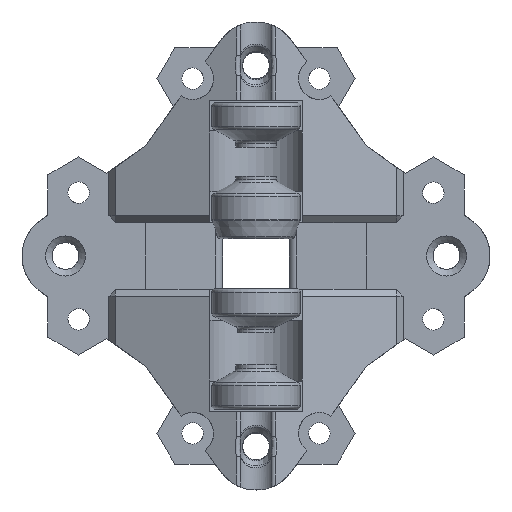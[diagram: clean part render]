
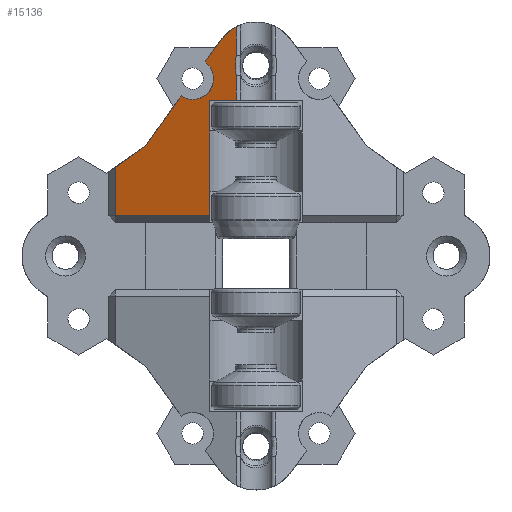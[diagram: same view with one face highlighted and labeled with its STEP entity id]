
A CAD part, front view. The second image highlights one B-rep face of the part: STEP entity #15136.
In plain terms, the highlighted planar face has unit normal (-0.383, -0.924, 0).
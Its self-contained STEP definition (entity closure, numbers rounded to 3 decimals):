
#19=ELLIPSE('',#16276,7.036,6.5);
#20=ELLIPSE('',#16277,3.382,3.125);
#389=PLANE('',#16275);
#890=LINE('',#23956,#2013);
#894=LINE('',#23963,#2017);
#897=LINE('',#23970,#2020);
#898=LINE('',#23972,#2021);
#899=LINE('',#23974,#2022);
#900=LINE('',#23976,#2023);
#901=LINE('',#23978,#2024);
#902=LINE('',#23980,#2025);
#903=LINE('',#23982,#2026);
#904=LINE('',#23990,#2027);
#905=LINE('',#23994,#2028);
#906=LINE('',#23998,#2029);
#907=LINE('',#23999,#2030);
#2013=VECTOR('',#18604,10.);
#2017=VECTOR('',#18610,10.);
#2020=VECTOR('',#18617,10.);
#2021=VECTOR('',#18618,10.);
#2022=VECTOR('',#18619,10.);
#2023=VECTOR('',#18620,10.);
#2024=VECTOR('',#18621,10.);
#2025=VECTOR('',#18622,10.);
#2026=VECTOR('',#18623,10.);
#2027=VECTOR('',#18624,10.);
#2028=VECTOR('',#18627,10.);
#2029=VECTOR('',#18630,10.);
#2030=VECTOR('',#18631,10.);
#3465=FACE_OUTER_BOUND('',#4406,.T.);
#4406=EDGE_LOOP('',(#11196,#11197,#11198,#11199,#11200,#11201,#11202,#11203,
#11204,#11205,#11206,#11207,#11208,#11209,#11210,#11211));
#5260=B_SPLINE_CURVE_WITH_KNOTS('',3,(#23984,#23985,#23986,#23987,#23988),
 .UNSPECIFIED.,.F.,.F.,(4,1,4),(0.012,0.142,0.315),
 .UNSPECIFIED.);
#6692=VERTEX_POINT('',#23941);
#6697=VERTEX_POINT('',#23954);
#6698=VERTEX_POINT('',#23959);
#6701=VERTEX_POINT('',#23969);
#6702=VERTEX_POINT('',#23971);
#6703=VERTEX_POINT('',#23973);
#6704=VERTEX_POINT('',#23975);
#6705=VERTEX_POINT('',#23977);
#6706=VERTEX_POINT('',#23979);
#6707=VERTEX_POINT('',#23981);
#6708=VERTEX_POINT('',#23983);
#6709=VERTEX_POINT('',#23989);
#6710=VERTEX_POINT('',#23991);
#6711=VERTEX_POINT('',#23993);
#6712=VERTEX_POINT('',#23995);
#6713=VERTEX_POINT('',#23997);
#8337=EDGE_CURVE('',#6697,#6692,#890,.T.);
#8341=EDGE_CURVE('',#6692,#6698,#894,.T.);
#8344=EDGE_CURVE('',#6701,#6697,#897,.T.);
#8345=EDGE_CURVE('',#6702,#6701,#898,.T.);
#8346=EDGE_CURVE('',#6703,#6702,#899,.T.);
#8347=EDGE_CURVE('',#6704,#6703,#900,.T.);
#8348=EDGE_CURVE('',#6705,#6704,#901,.T.);
#8349=EDGE_CURVE('',#6706,#6705,#902,.T.);
#8350=EDGE_CURVE('',#6707,#6706,#903,.T.);
#8351=EDGE_CURVE('',#6708,#6707,#5260,.T.);
#8352=EDGE_CURVE('',#6709,#6708,#904,.T.);
#8353=EDGE_CURVE('',#6709,#6710,#19,.T.);
#8354=EDGE_CURVE('',#6710,#6711,#905,.T.);
#8355=EDGE_CURVE('',#6711,#6712,#20,.T.);
#8356=EDGE_CURVE('',#6712,#6713,#906,.T.);
#8357=EDGE_CURVE('',#6713,#6698,#907,.T.);
#11196=ORIENTED_EDGE('',*,*,#8341,.F.);
#11197=ORIENTED_EDGE('',*,*,#8337,.F.);
#11198=ORIENTED_EDGE('',*,*,#8344,.F.);
#11199=ORIENTED_EDGE('',*,*,#8345,.F.);
#11200=ORIENTED_EDGE('',*,*,#8346,.F.);
#11201=ORIENTED_EDGE('',*,*,#8347,.F.);
#11202=ORIENTED_EDGE('',*,*,#8348,.F.);
#11203=ORIENTED_EDGE('',*,*,#8349,.F.);
#11204=ORIENTED_EDGE('',*,*,#8350,.F.);
#11205=ORIENTED_EDGE('',*,*,#8351,.F.);
#11206=ORIENTED_EDGE('',*,*,#8352,.F.);
#11207=ORIENTED_EDGE('',*,*,#8353,.T.);
#11208=ORIENTED_EDGE('',*,*,#8354,.T.);
#11209=ORIENTED_EDGE('',*,*,#8355,.T.);
#11210=ORIENTED_EDGE('',*,*,#8356,.T.);
#11211=ORIENTED_EDGE('',*,*,#8357,.T.);
#15136=ADVANCED_FACE('',(#3465),#389,.T.);
#16275=AXIS2_PLACEMENT_3D('',#23968,#18615,#18616);
#16276=AXIS2_PLACEMENT_3D('',#23992,#18625,#18626);
#16277=AXIS2_PLACEMENT_3D('',#23996,#18628,#18629);
#18604=DIRECTION('',(-0.924,0.383,0.));
#18610=DIRECTION('',(0.,0.,1.));
#18615=DIRECTION('center_axis',(-0.383,-0.924,0.));
#18616=DIRECTION('ref_axis',(-0.924,0.383,0.));
#18617=DIRECTION('',(0.,0.,-1.));
#18618=DIRECTION('',(-0.924,0.383,0.));
#18619=DIRECTION('',(0.,0.,-1.));
#18620=DIRECTION('',(0.924,-0.383,0.));
#18621=DIRECTION('',(0.,0.,-1.));
#18622=DIRECTION('',(-0.924,0.383,0.));
#18623=DIRECTION('',(0.,0.,-1.));
#18624=DIRECTION('',(0.,0.,-1.));
#18625=DIRECTION('center_axis',(-0.383,-0.924,0.));
#18626=DIRECTION('ref_axis',(-0.924,0.383,0.));
#18627=DIRECTION('',(-0.563,0.233,-0.793));
#18628=DIRECTION('center_axis',(0.383,0.924,0.));
#18629=DIRECTION('ref_axis',(-0.924,0.383,0.));
#18630=DIRECTION('',(-0.563,0.233,-0.793));
#18631=DIRECTION('',(-0.772,0.32,-0.549));
#23941=CARTESIAN_POINT('',(-21.076,-11.27,6.));
#23954=CARTESIAN_POINT('',(-7.,-17.101,6.));
#23956=CARTESIAN_POINT('',(-10.318,-15.726,6.));
#23959=CARTESIAN_POINT('',(-21.076,-11.27,13.243));
#23963=CARTESIAN_POINT('',(-21.076,-11.27,6.294));
#23968=CARTESIAN_POINT('Origin',(-2.541,-18.948,0.));
#23969=CARTESIAN_POINT('',(-7.,-17.101,9.6));
#23970=CARTESIAN_POINT('',(-7.,-17.101,2.5));
#23971=CARTESIAN_POINT('',(-6.929,-17.13,9.6));
#23972=CARTESIAN_POINT('',(-6.909,-17.138,9.6));
#23973=CARTESIAN_POINT('',(-6.929,-17.13,18.7));
#23974=CARTESIAN_POINT('',(-6.929,-17.13,0.));
#23975=CARTESIAN_POINT('',(-7.,-17.101,18.7));
#23976=CARTESIAN_POINT('',(-0.935,-19.613,18.7));
#23977=CARTESIAN_POINT('',(-7.,-17.101,23.3));
#23978=CARTESIAN_POINT('',(-7.,-17.101,9.35));
#23979=CARTESIAN_POINT('',(-2.967,-18.771,23.3));
#23980=CARTESIAN_POINT('',(-1.27,-19.474,23.3));
#23981=CARTESIAN_POINT('',(-2.967,-18.771,26.987));
#23982=CARTESIAN_POINT('',(-2.967,-18.771,0.));
#23983=CARTESIAN_POINT('',(-2.967,-18.771,30.013));
#23984=CARTESIAN_POINT('Ctrl Pts',(-2.967,-18.771,
30.013));
#23985=CARTESIAN_POINT('Ctrl Pts',(-3.026,-18.746,
29.584));
#23986=CARTESIAN_POINT('Ctrl Pts',(-3.073,-18.727,
28.573));
#23987=CARTESIAN_POINT('Ctrl Pts',(-3.046,-18.738,
27.559));
#23988=CARTESIAN_POINT('Ctrl Pts',(-2.967,-18.771,
26.987));
#23989=CARTESIAN_POINT('',(-2.967,-18.771,34.283));
#23990=CARTESIAN_POINT('',(-2.967,-18.771,0.));
#23991=CARTESIAN_POINT('',(-5.3,-17.805,32.263));
#23992=CARTESIAN_POINT('Origin',(0.,-20.,
28.5));
#23993=CARTESIAN_POINT('',(-7.597,-16.853,29.028));
#23994=CARTESIAN_POINT('',(-19.518,-11.915,12.239));
#23995=CARTESIAN_POINT('',(-11.214,-15.355,23.934));
#23996=CARTESIAN_POINT('Origin',(-9.47,-16.077,26.527));
#23997=CARTESIAN_POINT('',(-16.496,-13.167,16.496));
#23998=CARTESIAN_POINT('',(-19.518,-11.915,12.239));
#23999=CARTESIAN_POINT('',(-23.816,-10.135,11.298));
